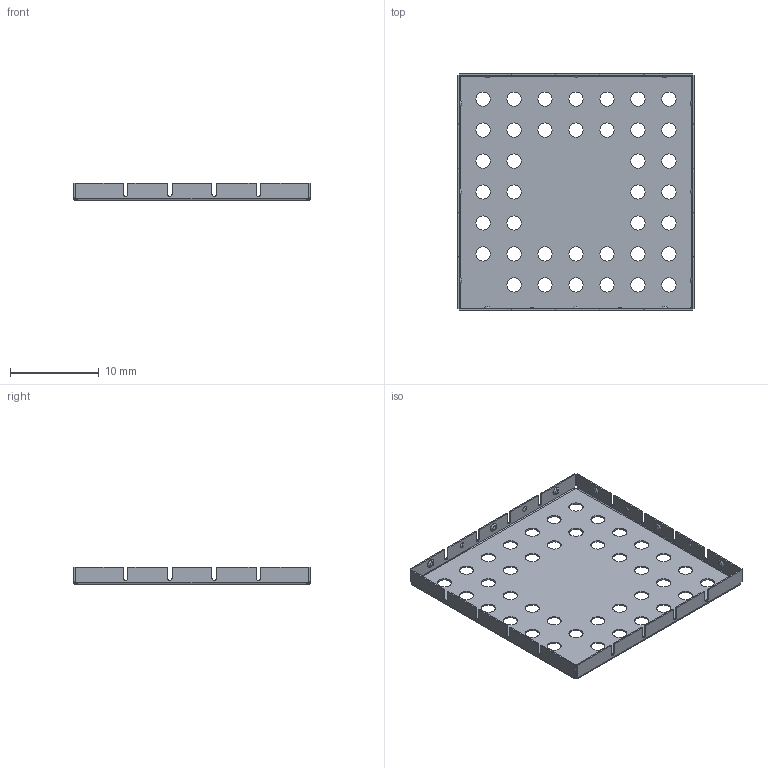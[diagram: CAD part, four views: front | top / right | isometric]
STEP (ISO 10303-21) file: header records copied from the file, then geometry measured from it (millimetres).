
FILE_DESCRIPTION((''),'2;1');
FILE_NAME('C-2118717-4','2017-02-27T',('workeradm'),('Tyco Electronics Ltd.'),'CREO PARAMETRIC BY PTC INC, 2016050','CREO PARAMETRIC BY PTC INC, 2016050','');
FILE_SCHEMA(('AUTOMOTIVE_DESIGN { 1 0 10303 214 1 1 1 1 }'));
Length unit declared in the file: millimetre
Products named in the file (1): C-2118717-4
Bounding box: 26.71 x 26.71 x 2 mm (x, y, z)
Volume: 122.9 mm3; surface area: 1677.3 mm2
Topology: 1 solids, 1 shells, 268 faces, 754 edges, 468 vertices
Faces by surface type: cylinder 114, plane 86, sphere 40, cone 24, bspline 4
Entity records: 8846 total; most frequent: CARTESIAN_POINT 1756, DIRECTION 1514, ORIENTED_EDGE 1428, EDGE_CURVE 714, AXIS2_PLACEMENT_3D 576, VERTEX_POINT 468, EDGE_LOOP 366, VECTOR 362
